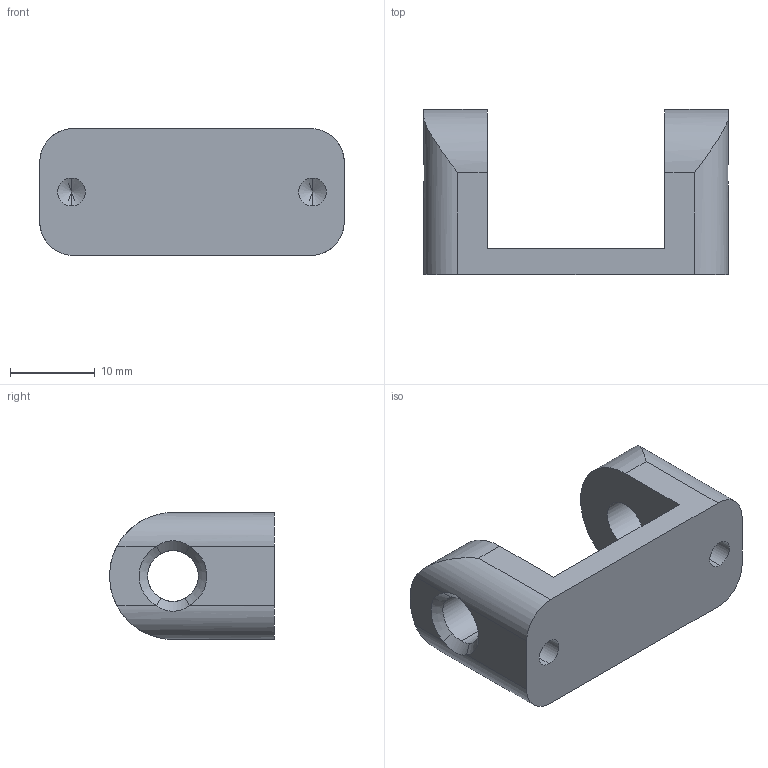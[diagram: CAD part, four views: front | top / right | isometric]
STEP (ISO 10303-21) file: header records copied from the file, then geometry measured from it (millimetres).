
FILE_DESCRIPTION (( 'STEP AP203' ), '1' );
FILE_NAME ('EXXON_USI_17_Aa-Chape_Susp_1.STEP', '2020-09-18T15:49:09', ( '' ), ( '' ), 'SwSTEP 2.0', 'SolidWorks 2020', '' );
FILE_SCHEMA (( 'CONFIG_CONTROL_DESIGN' ));
Length unit declared in the file: millimetre
Products named in the file (1): EXXON_USI_17_Aa-Chape_Susp_1
Bounding box: 36 x 19.5 x 15 mm (x, y, z)
Volume: 4190.5 mm3; surface area: 2849.4 mm2
Topology: 1 solids, 1 shells, 36 faces, 96 edges, 58 vertices
Faces by surface type: cylinder 14, plane 10, cone 8, bspline 4
Entity records: 1739 total; most frequent: CARTESIAN_POINT 817, ORIENTED_EDGE 184, DIRECTION 162, EDGE_CURVE 92, AXIS2_PLACEMENT_3D 61, VERTEX_POINT 58, LINE 40, EDGE_LOOP 40
